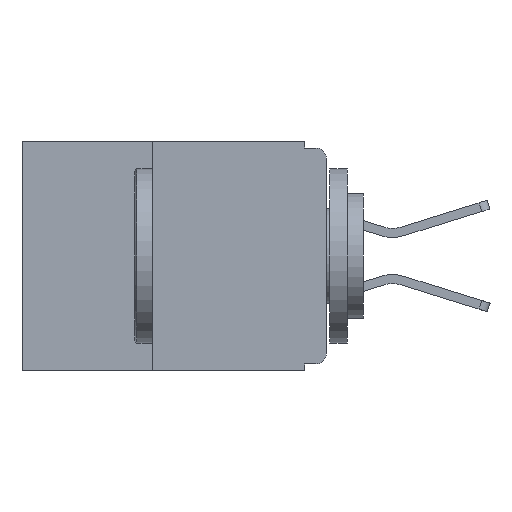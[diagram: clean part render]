
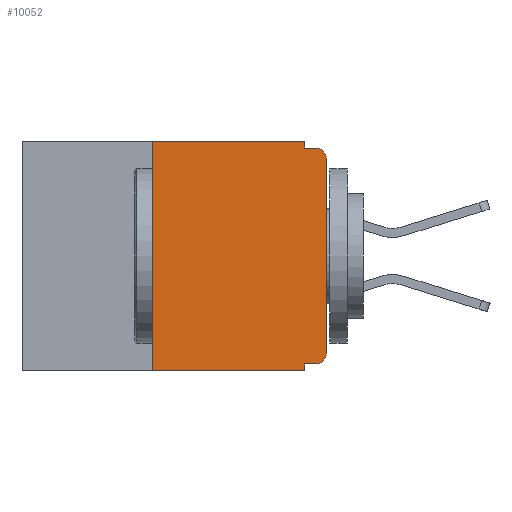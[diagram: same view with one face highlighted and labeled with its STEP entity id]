
A CAD part, left-side view. The second image highlights one B-rep face of the part: STEP entity #10052.
In plain terms, the highlighted planar face has unit normal (-1, 0, 0).
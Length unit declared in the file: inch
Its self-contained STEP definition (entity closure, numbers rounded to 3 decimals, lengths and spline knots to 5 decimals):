
#80 = LINE ( 'NONE', #5434, #12405 ) ;
#256 = FACE_OUTER_BOUND ( 'NONE', #6506, .T. ) ;
#338 = CARTESIAN_POINT ( 'NONE',  ( 0., 0.437, 0. ) ) ;
#926 = CARTESIAN_POINT ( 'NONE',  ( 0., 0.437, -0.33 ) ) ;
#1101 = VERTEX_POINT ( 'NONE', #18941 ) ;
#1292 = DIRECTION ( 'NONE',  ( 0., -1., 0. ) ) ;
#1377 = ORIENTED_EDGE ( 'NONE', *, *, #7109, .F. ) ;
#1391 = AXIS2_PLACEMENT_3D ( 'NONE', #8039, #19330, #9643 ) ;
#1972 = DIRECTION ( 'NONE',  ( 1., 0., 0. ) ) ;
#1987 = VECTOR ( 'NONE', #15733, 39.37008 ) ;
#2073 = DIRECTION ( 'NONE',  ( 0., 0., -1. ) ) ;
#2114 = CARTESIAN_POINT ( 'NONE',  ( 0., 0.031, 0. ) ) ;
#2130 = VERTEX_POINT ( 'NONE', #16796 ) ;
#2135 = ORIENTED_EDGE ( 'NONE', *, *, #9107, .F. ) ;
#2428 = LINE ( 'NONE', #6267, #10946 ) ;
#2472 = VECTOR ( 'NONE', #2536, 39.37008 ) ;
#2536 = DIRECTION ( 'NONE',  ( 0., -1., 0. ) ) ;
#2829 = CIRCLE ( 'NONE', #1391, 0.015 ) ;
#3081 = LINE ( 'NONE', #18310, #19691 ) ;
#3121 = ORIENTED_EDGE ( 'NONE', *, *, #4117, .F. ) ;
#3987 = AXIS2_PLACEMENT_3D ( 'NONE', #338, #1972, #13229 ) ;
#4117 = EDGE_CURVE ( 'NONE', #11223, #17181, #80, .T. ) ;
#4467 = CARTESIAN_POINT ( 'NONE',  ( 0., 0.437, 0. ) ) ;
#4521 = DIRECTION ( 'NONE',  ( -1., 0., 0. ) ) ;
#4713 = VECTOR ( 'NONE', #19917, 39.37008 ) ;
#4843 = EDGE_CURVE ( 'NONE', #13991, #10475, #3081, .T. ) ;
#5427 = CARTESIAN_POINT ( 'NONE',  ( 0., 0.031, -0.33 ) ) ;
#5434 = CARTESIAN_POINT ( 'NONE',  ( 0., 0., -0.01 ) ) ;
#5868 = EDGE_CURVE ( 'NONE', #10990, #11223, #13369, .T. ) ;
#6267 = CARTESIAN_POINT ( 'NONE',  ( 0., 0., 0. ) ) ;
#6506 = EDGE_LOOP ( 'NONE', ( #15470, #13972, #3121, #11914, #2135, #1377, #13711, #15992, #14769, #17819 ) ) ;
#7082 = CARTESIAN_POINT ( 'NONE',  ( 0., 0.015, -0.32 ) ) ;
#7109 = EDGE_CURVE ( 'NONE', #17199, #19187, #10503, .T. ) ;
#8039 = CARTESIAN_POINT ( 'NONE',  ( 0., 0.015, -0.025 ) ) ;
#8451 = EDGE_CURVE ( 'NONE', #1101, #18173, #2428, .T. ) ;
#8653 = LINE ( 'NONE', #5427, #4713 ) ;
#9029 = VECTOR ( 'NONE', #2073, 39.37008 ) ;
#9107 = EDGE_CURVE ( 'NONE', #19187, #10990, #10657, .T. ) ;
#9467 = LINE ( 'NONE', #926, #2472 ) ;
#9643 = DIRECTION ( 'NONE',  ( 0., 0., -1. ) ) ;
#10052 = ADVANCED_FACE ( 'NONE', ( #256 ), #19617, .F. ) ;
#10475 = VERTEX_POINT ( 'NONE', #17430 ) ;
#10503 = LINE ( 'NONE', #10817, #1987 ) ;
#10511 = CARTESIAN_POINT ( 'NONE',  ( 0., 0.25, 0. ) ) ;
#10657 = LINE ( 'NONE', #4467, #14500 ) ;
#10817 = CARTESIAN_POINT ( 'NONE',  ( 0., 0.25, -0.33 ) ) ;
#10946 = VECTOR ( 'NONE', #17571, 39.37008 ) ;
#10990 = VERTEX_POINT ( 'NONE', #13916 ) ;
#11223 = VERTEX_POINT ( 'NONE', #16140 ) ;
#11573 = EDGE_CURVE ( 'NONE', #17199, #2130, #9467, .T. ) ;
#11914 = ORIENTED_EDGE ( 'NONE', *, *, #5868, .F. ) ;
#12405 = VECTOR ( 'NONE', #18369, 39.37008 ) ;
#13229 = DIRECTION ( 'NONE',  ( 0., 0., -1. ) ) ;
#13369 = LINE ( 'NONE', #2114, #9029 ) ;
#13711 = ORIENTED_EDGE ( 'NONE', *, *, #11573, .T. ) ;
#13916 = CARTESIAN_POINT ( 'NONE',  ( 0., 0.031, 0. ) ) ;
#13972 = ORIENTED_EDGE ( 'NONE', *, *, #17355, .T. ) ;
#13991 = VERTEX_POINT ( 'NONE', #7082 ) ;
#14177 = CARTESIAN_POINT ( 'NONE',  ( 0., 0.015, -0.305 ) ) ;
#14344 = CARTESIAN_POINT ( 'NONE',  ( 0., 0., -0.025 ) ) ;
#14500 = VECTOR ( 'NONE', #1292, 39.37008 ) ;
#14626 = CIRCLE ( 'NONE', #14932, 0.015 ) ;
#14769 = ORIENTED_EDGE ( 'NONE', *, *, #4843, .F. ) ;
#14932 = AXIS2_PLACEMENT_3D ( 'NONE', #14177, #4521, #15791 ) ;
#15470 = ORIENTED_EDGE ( 'NONE', *, *, #8451, .T. ) ;
#15733 = DIRECTION ( 'NONE',  ( 0., 0., 1. ) ) ;
#15791 = DIRECTION ( 'NONE',  ( 0., 0., -1. ) ) ;
#15992 = ORIENTED_EDGE ( 'NONE', *, *, #20736, .F. ) ;
#16140 = CARTESIAN_POINT ( 'NONE',  ( 0., 0.031, -0.01 ) ) ;
#16796 = CARTESIAN_POINT ( 'NONE',  ( 0., 0.031, -0.33 ) ) ;
#17181 = VERTEX_POINT ( 'NONE', #17230 ) ;
#17199 = VERTEX_POINT ( 'NONE', #18857 ) ;
#17230 = CARTESIAN_POINT ( 'NONE',  ( 0., 0.015, -0.01 ) ) ;
#17355 = EDGE_CURVE ( 'NONE', #18173, #17181, #2829, .T. ) ;
#17430 = CARTESIAN_POINT ( 'NONE',  ( 0., 0.031, -0.32 ) ) ;
#17571 = DIRECTION ( 'NONE',  ( 0., 0., 1. ) ) ;
#17819 = ORIENTED_EDGE ( 'NONE', *, *, #18753, .T. ) ;
#17851 = DIRECTION ( 'NONE',  ( 0., 1., 0. ) ) ;
#18173 = VERTEX_POINT ( 'NONE', #14344 ) ;
#18310 = CARTESIAN_POINT ( 'NONE',  ( 0., 0., -0.32 ) ) ;
#18369 = DIRECTION ( 'NONE',  ( 0., -1., 0. ) ) ;
#18753 = EDGE_CURVE ( 'NONE', #13991, #1101, #14626, .T. ) ;
#18857 = CARTESIAN_POINT ( 'NONE',  ( 0., 0.25, -0.33 ) ) ;
#18941 = CARTESIAN_POINT ( 'NONE',  ( 0., 0., -0.305 ) ) ;
#19187 = VERTEX_POINT ( 'NONE', #10511 ) ;
#19330 = DIRECTION ( 'NONE',  ( -1., 0., 0. ) ) ;
#19617 = PLANE ( 'NONE',  #3987 ) ;
#19691 = VECTOR ( 'NONE', #17851, 39.37008 ) ;
#19917 = DIRECTION ( 'NONE',  ( 0., 0., -1. ) ) ;
#20736 = EDGE_CURVE ( 'NONE', #10475, #2130, #8653, .T. ) ;
